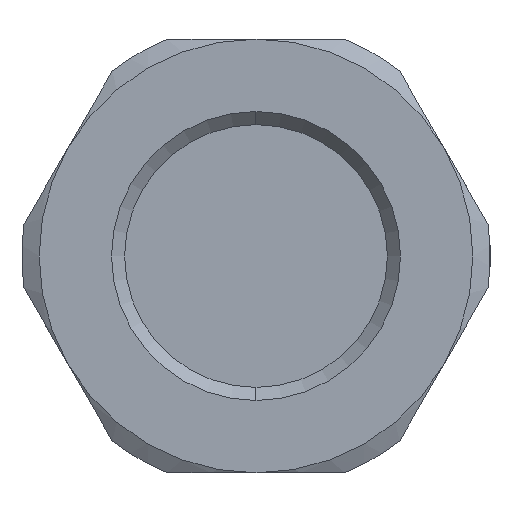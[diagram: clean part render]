
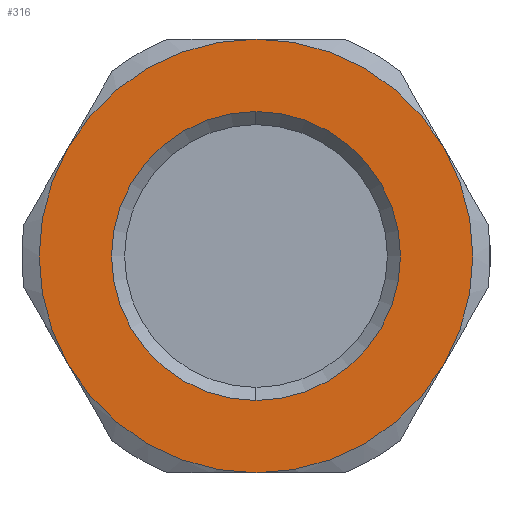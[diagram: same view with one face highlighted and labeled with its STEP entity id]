
A CAD part, left-side view. The second image highlights one B-rep face of the part: STEP entity #316.
In plain terms, the highlighted planar face has unit normal (-1, 0, 0).
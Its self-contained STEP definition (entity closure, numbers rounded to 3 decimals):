
#77 = CARTESIAN_POINT ( 'NONE',  ( -72.75, 0., 0. ) ) ;
#78 = DIRECTION ( 'NONE',  ( 1., 0., 0. ) ) ;
#79 = DIRECTION ( 'NONE',  ( 0., 0., -1. ) ) ;
#226 = CARTESIAN_POINT ( 'NONE',  ( -72.75, 0., 0. ) ) ;
#227 = DIRECTION ( 'NONE',  ( 1., 0., 0. ) ) ;
#228 = DIRECTION ( 'NONE',  ( 0., 0., -1. ) ) ;
#316 = ADVANCED_FACE ( 'NONE', ( #3368, #3364 ), #2459, .T. ) ;
#476 = CARTESIAN_POINT ( 'NONE',  ( -72.75, 0., 25. ) ) ;
#497 = CARTESIAN_POINT ( 'NONE',  ( -72.75, 21.651, 12.5 ) ) ;
#498 = CARTESIAN_POINT ( 'NONE',  ( -72.75, -21.651, 12.5 ) ) ;
#528 = CARTESIAN_POINT ( 'NONE',  ( -72.75, 0., -16.65 ) ) ;
#534 = CARTESIAN_POINT ( 'NONE',  ( -72.75, 0., 16.65 ) ) ;
#836 = CARTESIAN_POINT ( 'NONE',  ( -72.75, 0., 0. ) ) ;
#837 = DIRECTION ( 'NONE',  ( 1., 0., 0. ) ) ;
#838 = DIRECTION ( 'NONE',  ( 0., 0., -1. ) ) ;
#959 = CARTESIAN_POINT ( 'NONE',  ( -72.75, 0., 0. ) ) ;
#960 = DIRECTION ( 'NONE',  ( 1., 0., 0. ) ) ;
#961 = DIRECTION ( 'NONE',  ( 0., 0., -1. ) ) ;
#973 = CARTESIAN_POINT ( 'NONE',  ( -72.75, 0., 0. ) ) ;
#974 = DIRECTION ( 'NONE',  ( 1., 0., 0. ) ) ;
#975 = DIRECTION ( 'NONE',  ( 0., 0., -1. ) ) ;
#978 = CARTESIAN_POINT ( 'NONE',  ( -72.75, 0., 0. ) ) ;
#979 = DIRECTION ( 'NONE',  ( 1., 0., 0. ) ) ;
#980 = DIRECTION ( 'NONE',  ( 0., 0., -1. ) ) ;
#1014 = CARTESIAN_POINT ( 'NONE',  ( -72.75, 0., 0. ) ) ;
#1015 = DIRECTION ( 'NONE',  ( 1., 0., 0. ) ) ;
#1016 = DIRECTION ( 'NONE',  ( 0., 0., -1. ) ) ;
#1067 = CARTESIAN_POINT ( 'NONE',  ( -72.75, 0., 0. ) ) ;
#1068 = DIRECTION ( 'NONE',  ( 1., 0., 0. ) ) ;
#1069 = DIRECTION ( 'NONE',  ( 0., 0., -1. ) ) ;
#1294 = CARTESIAN_POINT ( 'NONE',  ( -72.75, -21.651, -12.5 ) ) ;
#1399 = CARTESIAN_POINT ( 'NONE',  ( -72.75, 21.651, -12.5 ) ) ;
#2188 = CARTESIAN_POINT ( 'NONE',  ( -72.75, 25., 0. ) ) ;
#2197 = DIRECTION ( 'NONE',  ( 0., 0., 1. ) ) ;
#2241 = VERTEX_POINT ( 'NONE', #1399 ) ;
#2261 = VERTEX_POINT ( 'NONE', #1294 ) ;
#2309 = DIRECTION ( 'NONE',  ( -1., 0., 0. ) ) ;
#2360 = VERTEX_POINT ( 'NONE', #3808 ) ;
#2401 = VERTEX_POINT ( 'NONE', #476 ) ;
#2433 = VERTEX_POINT ( 'NONE', #497 ) ;
#2434 = VERTEX_POINT ( 'NONE', #498 ) ;
#2459 = PLANE ( 'NONE',  #3597 ) ;
#2495 = VERTEX_POINT ( 'NONE', #528 ) ;
#2502 = VERTEX_POINT ( 'NONE', #534 ) ;
#2631 = EDGE_LOOP ( 'NONE', ( #3328, #3413 ) ) ;
#2650 = EDGE_LOOP ( 'NONE', ( #3403, #3400, #3380, #3379, #3357, #3307 ) ) ;
#2823 = AXIS2_PLACEMENT_3D ( 'NONE', #836, #837, #838 ) ;
#2840 = AXIS2_PLACEMENT_3D ( 'NONE', #959, #960, #961 ) ;
#2844 = AXIS2_PLACEMENT_3D ( 'NONE', #973, #974, #975 ) ;
#2845 = AXIS2_PLACEMENT_3D ( 'NONE', #978, #979, #980 ) ;
#2849 = AXIS2_PLACEMENT_3D ( 'NONE', #1014, #1015, #1016 ) ;
#2852 = AXIS2_PLACEMENT_3D ( 'NONE', #1067, #1068, #1069 ) ;
#2869 = AXIS2_PLACEMENT_3D ( 'NONE', #77, #78, #79 ) ;
#2884 = AXIS2_PLACEMENT_3D ( 'NONE', #226, #227, #228 ) ;
#3151 = CIRCLE ( 'NONE', #2823, 16.65 ) ;
#3307 = ORIENTED_EDGE ( 'NONE', *, *, #3660, .F. ) ;
#3328 = ORIENTED_EDGE ( 'NONE', *, *, #3727, .T. ) ;
#3357 = ORIENTED_EDGE ( 'NONE', *, *, #3663, .F. ) ;
#3364 = FACE_OUTER_BOUND ( 'NONE', #2650, .T. ) ;
#3368 = FACE_BOUND ( 'NONE', #2631, .T. ) ;
#3379 = ORIENTED_EDGE ( 'NONE', *, *, #3677, .F. ) ;
#3380 = ORIENTED_EDGE ( 'NONE', *, *, #3654, .F. ) ;
#3400 = ORIENTED_EDGE ( 'NONE', *, *, #3689, .F. ) ;
#3403 = ORIENTED_EDGE ( 'NONE', *, *, #3779, .F. ) ;
#3413 = ORIENTED_EDGE ( 'NONE', *, *, #3613, .T. ) ;
#3597 = AXIS2_PLACEMENT_3D ( 'NONE', #2188, #2309, #2197 ) ;
#3613 = EDGE_CURVE ( 'NONE', #2495, #2502, #3151, .T. ) ;
#3654 = EDGE_CURVE ( 'NONE', #2434, #2261, #4196, .T. ) ;
#3660 = EDGE_CURVE ( 'NONE', #2241, #2433, #4203, .T. ) ;
#3663 = EDGE_CURVE ( 'NONE', #2433, #2401, #4205, .T. ) ;
#3677 = EDGE_CURVE ( 'NONE', #2401, #2434, #4224, .T. ) ;
#3689 = EDGE_CURVE ( 'NONE', #2261, #2360, #4238, .T. ) ;
#3727 = EDGE_CURVE ( 'NONE', #2502, #2495, #4280, .T. ) ;
#3779 = EDGE_CURVE ( 'NONE', #2360, #2241, #4329, .T. ) ;
#3808 = CARTESIAN_POINT ( 'NONE',  ( -72.75, 0., -25. ) ) ;
#4196 = CIRCLE ( 'NONE', #2840, 25. ) ;
#4203 = CIRCLE ( 'NONE', #2844, 25. ) ;
#4205 = CIRCLE ( 'NONE', #2845, 25. ) ;
#4224 = CIRCLE ( 'NONE', #2849, 25. ) ;
#4238 = CIRCLE ( 'NONE', #2852, 25. ) ;
#4280 = CIRCLE ( 'NONE', #2869, 16.65 ) ;
#4329 = CIRCLE ( 'NONE', #2884, 25. ) ;
